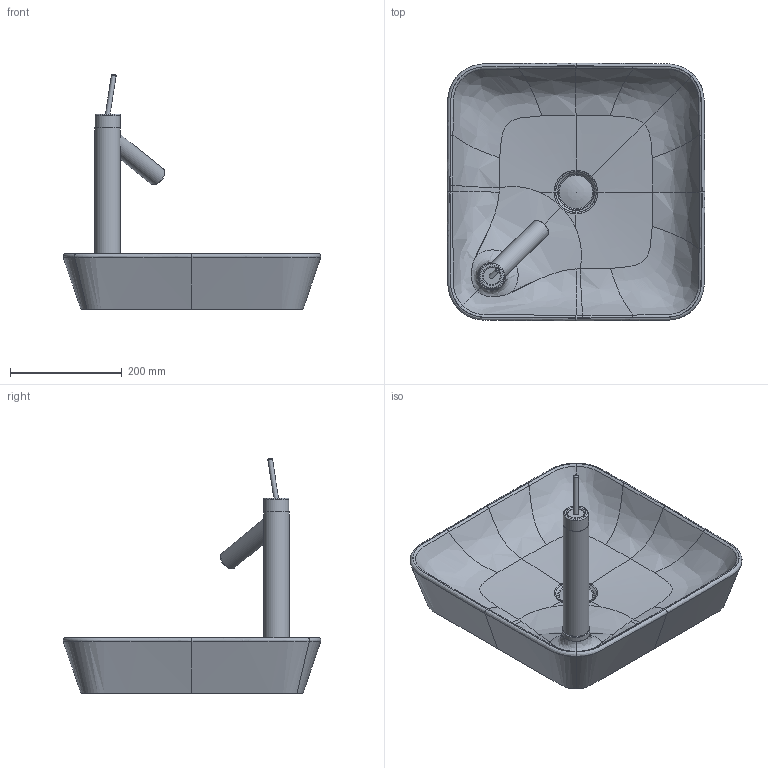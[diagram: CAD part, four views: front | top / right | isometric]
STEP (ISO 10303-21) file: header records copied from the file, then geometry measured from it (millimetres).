
FILE_DESCRIPTION((''),'2;1');
FILE_NAME('232246.stp','2013-07-03T21:39:05',('Administrator'),(''),'Autodesk Inventor 2011','Autodesk Inventor 2011','');
FILE_SCHEMA(('CONFIG_CONTROL_DESIGN'));
Length unit declared in the file: millimetre
Products named in the file (9): 232246; WT Armatur Starck 1 lang; Gehäuse lang; Griff; Ausguss; Neoperl; Kelch kurz; Stopfen kurz
Assembly tree (8 placements, depth 3):
  232246
    232246
    WT Armatur Starck 1 lang
      Gehäuse lang
      Griff
      Ausguss
      Neoperl
    Kelch kurz
    Stopfen kurz
Bounding box: 461.82 x 461.82 x 420.76 mm (x, y, z)
Volume: 6075925.7 mm3; surface area: 682435.2 mm2
Topology: 7 solids, 7 shells, 319 faces, 794 edges, 491 vertices
Faces by surface type: bspline 192, cylinder 69, plane 39, torus 11, cone 8
Full cylindrical faces by diameter (mm): 1.375 x8, 1.525 x20, 1.605 x14, 8.34 x1, 20 x1, 29.337 x1, 30.301 x1, 35 x2, 42 x1, 44 x1, 45 x1, 46 x1, 50 x1, 60 x1
Entity records: 86533 total; most frequent: CARTESIAN_POINT 79747, ORIENTED_EDGE 1454, DIRECTION 871, EDGE_CURVE 727, VERTEX_POINT 487, EDGE_LOOP 474, AXIS2_PLACEMENT_3D 387, B_SPLINE_CURVE_WITH_KNOTS 387
